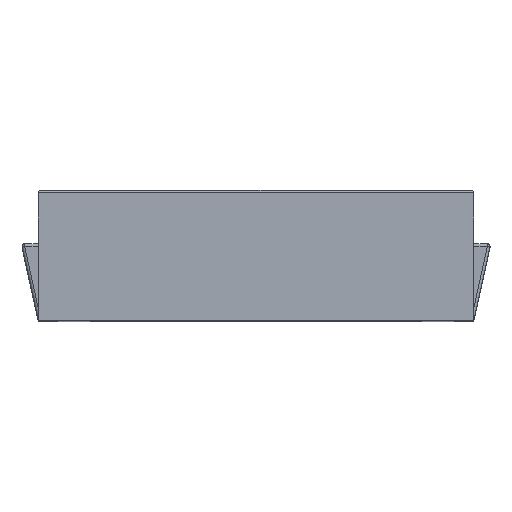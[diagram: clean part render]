
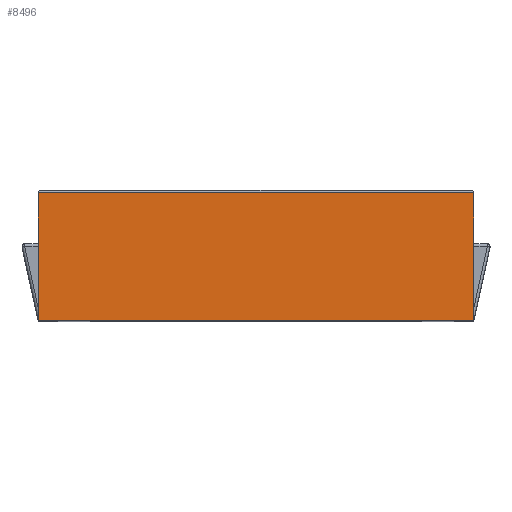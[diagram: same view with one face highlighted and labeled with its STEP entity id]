
A CAD part, top view. The second image highlights one B-rep face of the part: STEP entity #8496.
In plain terms, the highlighted planar face has unit normal (0, 0, 1).
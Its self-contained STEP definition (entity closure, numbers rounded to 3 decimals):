
#140 = CARTESIAN_POINT ( 'NONE',  ( 16.7, -10., 25. ) ) ;
#460 = LINE ( 'NONE', #11616, #7878 ) ;
#750 = CARTESIAN_POINT ( 'NONE',  ( 16.7, -10., 25. ) ) ;
#2023 = CARTESIAN_POINT ( 'NONE',  ( -16.7, -10., 25. ) ) ;
#2600 = CARTESIAN_POINT ( 'NONE',  ( 16.7, -10., 25. ) ) ;
#2694 = PLANE ( 'NONE',  #3037 ) ;
#3037 = AXIS2_PLACEMENT_3D ( 'NONE', #5607, #12437, #6574 ) ;
#3717 = EDGE_CURVE ( 'NONE', #7403, #10320, #6876, .T. ) ;
#3852 = ORIENTED_EDGE ( 'NONE', *, *, #10222, .F. ) ;
#4295 = LINE ( 'NONE', #140, #9449 ) ;
#4747 = LINE ( 'NONE', #7213, #12518 ) ;
#5055 = ORIENTED_EDGE ( 'NONE', *, *, #11385, .T. ) ;
#5607 = CARTESIAN_POINT ( 'NONE',  ( 16.7, -10., 25. ) ) ;
#5991 = ORIENTED_EDGE ( 'NONE', *, *, #3717, .T. ) ;
#6368 = EDGE_CURVE ( 'NONE', #11038, #12470, #460, .T. ) ;
#6542 = DIRECTION ( 'NONE',  ( 1., 0., 0. ) ) ;
#6574 = DIRECTION ( 'NONE',  ( 1., 0., 0. ) ) ;
#6876 = LINE ( 'NONE', #750, #9782 ) ;
#6892 = FACE_OUTER_BOUND ( 'NONE', #9093, .T. ) ;
#6926 = DIRECTION ( 'NONE',  ( 0., 1., 0. ) ) ;
#7213 = CARTESIAN_POINT ( 'NONE',  ( -16.7, -10., 25. ) ) ;
#7403 = VERTEX_POINT ( 'NONE', #2023 ) ;
#7878 = VECTOR ( 'NONE', #12618, 1000. ) ;
#8268 = CARTESIAN_POINT ( 'NONE',  ( 16.7, -0.2, 25. ) ) ;
#8496 = ADVANCED_FACE ( 'NONE', ( #6892 ), #2694, .T. ) ;
#9093 = EDGE_LOOP ( 'NONE', ( #5055, #12312, #3852, #5991 ) ) ;
#9445 = CARTESIAN_POINT ( 'NONE',  ( -16.7, -0.2, 25. ) ) ;
#9449 = VECTOR ( 'NONE', #6926, 1000. ) ;
#9782 = VECTOR ( 'NONE', #6542, 1000. ) ;
#10222 = EDGE_CURVE ( 'NONE', #7403, #12470, #4747, .T. ) ;
#10320 = VERTEX_POINT ( 'NONE', #2600 ) ;
#11038 = VERTEX_POINT ( 'NONE', #8268 ) ;
#11089 = DIRECTION ( 'NONE',  ( 0., 1., 0. ) ) ;
#11385 = EDGE_CURVE ( 'NONE', #10320, #11038, #4295, .T. ) ;
#11616 = CARTESIAN_POINT ( 'NONE',  ( 16.7, -0.2, 25. ) ) ;
#12312 = ORIENTED_EDGE ( 'NONE', *, *, #6368, .T. ) ;
#12437 = DIRECTION ( 'NONE',  ( 0., 0., 1. ) ) ;
#12470 = VERTEX_POINT ( 'NONE', #9445 ) ;
#12518 = VECTOR ( 'NONE', #11089, 1000. ) ;
#12618 = DIRECTION ( 'NONE',  ( -1., 0., 0. ) ) ;
